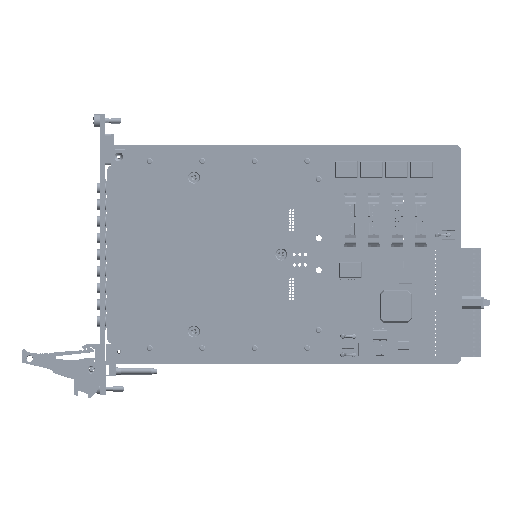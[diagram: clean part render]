
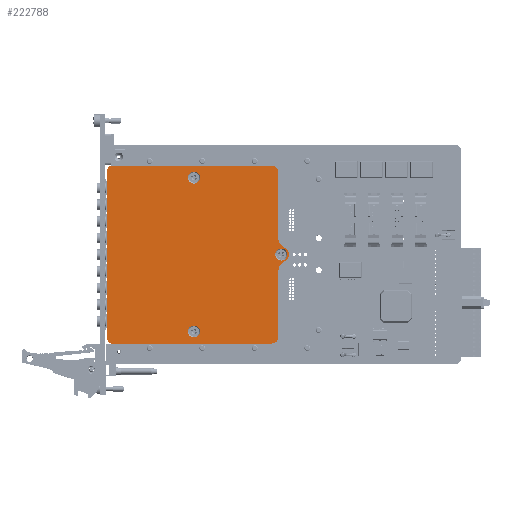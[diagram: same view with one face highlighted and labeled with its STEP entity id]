
A CAD part, top view. The second image highlights one B-rep face of the part: STEP entity #222788.
In plain terms, the highlighted planar face has unit normal (0, 0, 1).
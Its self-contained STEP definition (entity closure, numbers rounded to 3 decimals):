
#5906 = AXIS2_PLACEMENT_3D ( 'NONE', #172330, #172334, #172336 ) ;
#5909 = AXIS2_PLACEMENT_3D ( 'NONE', #172475, #172477, #172479 ) ;
#5913 = AXIS2_PLACEMENT_3D ( 'NONE', #172529, #172532, #172535 ) ;
#5919 = AXIS2_PLACEMENT_3D ( 'NONE', #172592, #172596, #172600 ) ;
#5930 = AXIS2_PLACEMENT_3D ( 'NONE', #172706, #172709, #172712 ) ;
#5934 = AXIS2_PLACEMENT_3D ( 'NONE', #172798, #172803, #172808 ) ;
#5939 = AXIS2_PLACEMENT_3D ( 'NONE', #172919, #172923, #172927 ) ;
#5943 = AXIS2_PLACEMENT_3D ( 'NONE', #172977, #172982, #172986 ) ;
#5947 = AXIS2_PLACEMENT_3D ( 'NONE', #173038, #173043, #173048 ) ;
#5949 = AXIS2_PLACEMENT_3D ( 'NONE', #173089, #173093, #173096 ) ;
#14291 = AXIS2_PLACEMENT_3D ( 'NONE', #105133, #105136, #105138 ) ;
#24659 = CIRCLE ( 'NONE', #5906, 2. ) ;
#24673 = LINE ( 'NONE', #172323, #24696 ) ;
#24696 = VECTOR ( 'NONE', #172357, 1000. ) ;
#24745 = LINE ( 'NONE', #172435, #24754 ) ;
#24754 = VECTOR ( 'NONE', #172441, 1000. ) ;
#24767 = CIRCLE ( 'NONE', #5909, 5. ) ;
#66170 = EDGE_CURVE ( 'NONE', #192372, #192364, #24659, .T. ) ;
#66177 = EDGE_CURVE ( 'NONE', #192350, #192372, #24673, .T. ) ;
#66195 = EDGE_CURVE ( 'NONE', #192392, #192395, #24745, .T. ) ;
#66203 = EDGE_CURVE ( 'NONE', #192395, #192375, #24767, .T. ) ;
#66214 = EDGE_CURVE ( 'NONE', #192375, #192389, #213764, .T. ) ;
#66225 = EDGE_CURVE ( 'NONE', #192389, #192381, #213786, .T. ) ;
#66243 = EDGE_CURVE ( 'NONE', #192417, #192414, #213820, .T. ) ;
#66258 = EDGE_CURVE ( 'NONE', #192428, #192420, #213825, .T. ) ;
#66269 = EDGE_CURVE ( 'NONE', #192414, #192428, #213875, .T. ) ;
#66276 = EDGE_CURVE ( 'NONE', #159369, #159369, #213889, .T. ) ;
#66283 = EDGE_CURVE ( 'NONE', #159371, #159371, #213903, .T. ) ;
#66291 = EDGE_CURVE ( 'NONE', #159373, #159373, #213919, .T. ) ;
#66294 = EDGE_CURVE ( 'NONE', #192381, #192420, #213924, .T. ) ;
#66298 = EDGE_CURVE ( 'NONE', #192392, #192350, #213933, .T. ) ;
#66302 = EDGE_CURVE ( 'NONE', #192364, #192417, #213940, .T. ) ;
#97422 = ORIENTED_EDGE ( 'NONE', *, *, #66291, .F. ) ;
#97425 = ORIENTED_EDGE ( 'NONE', *, *, #66283, .F. ) ;
#97428 = ORIENTED_EDGE ( 'NONE', *, *, #66276, .F. ) ;
#97430 = ORIENTED_EDGE ( 'NONE', *, *, #66269, .T. ) ;
#97433 = ORIENTED_EDGE ( 'NONE', *, *, #66258, .T. ) ;
#97436 = ORIENTED_EDGE ( 'NONE', *, *, #66294, .F. ) ;
#97439 = ORIENTED_EDGE ( 'NONE', *, *, #66225, .F. ) ;
#97442 = ORIENTED_EDGE ( 'NONE', *, *, #66214, .F. ) ;
#97445 = ORIENTED_EDGE ( 'NONE', *, *, #66203, .F. ) ;
#97449 = ORIENTED_EDGE ( 'NONE', *, *, #66195, .F. ) ;
#97453 = ORIENTED_EDGE ( 'NONE', *, *, #66298, .T. ) ;
#97457 = ORIENTED_EDGE ( 'NONE', *, *, #66177, .T. ) ;
#97459 = ORIENTED_EDGE ( 'NONE', *, *, #66170, .T. ) ;
#97462 = ORIENTED_EDGE ( 'NONE', *, *, #66302, .T. ) ;
#97464 = ORIENTED_EDGE ( 'NONE', *, *, #66243, .T. ) ;
#105098 = PLANE ( 'NONE',  #14291 ) ;
#105133 = CARTESIAN_POINT ( 'NONE',  ( -70.038, 43.247, 0.395 ) ) ;
#105136 = DIRECTION ( 'NONE',  ( 0., 0., -1. ) ) ;
#105138 = DIRECTION ( 'NONE',  ( -1., 0., 0. ) ) ;
#106243 = FACE_BOUND ( 'NONE', #205747, .T. ) ;
#106254 = FACE_BOUND ( 'NONE', #205754, .T. ) ;
#106264 = FACE_OUTER_BOUND ( 'NONE', #205755, .T. ) ;
#106270 = FACE_BOUND ( 'NONE', #205749, .T. ) ;
#138014 = CARTESIAN_POINT ( 'NONE',  ( 3.176, 45.247, 0.395 ) ) ;
#138131 = CARTESIAN_POINT ( 'NONE',  ( -72.038, 43.247, 0.395 ) ) ;
#138201 = CARTESIAN_POINT ( 'NONE',  ( -70.038, 45.247, 0.395 ) ) ;
#138218 = CARTESIAN_POINT ( 'NONE',  ( 9.004, 7.695, 0.395 ) ) ;
#138276 = CARTESIAN_POINT ( 'NONE',  ( 6.176, -3.113, 0.395 ) ) ;
#138340 = CARTESIAN_POINT ( 'NONE',  ( 9.004, 1.39, 0.395 ) ) ;
#138362 = CARTESIAN_POINT ( 'NONE',  ( 6.176, 42.247, 0.395 ) ) ;
#138389 = CARTESIAN_POINT ( 'NONE',  ( 6.176, 12.199, 0.395 ) ) ;
#138541 = CARTESIAN_POINT ( 'NONE',  ( -70.038, -36.153, 0.395 ) ) ;
#138557 = CARTESIAN_POINT ( 'NONE',  ( -72.038, -34.153, 0.395 ) ) ;
#138566 = CARTESIAN_POINT ( 'NONE',  ( 6.176, -33.153, 0.395 ) ) ;
#138644 = CARTESIAN_POINT ( 'NONE',  ( 3.176, -36.153, 0.395 ) ) ;
#156757 = CARTESIAN_POINT ( 'NONE',  ( 10.242, 4.547, 0.395 ) ) ;
#156765 = CARTESIAN_POINT ( 'NONE',  ( -29.686, 39.741, 0.395 ) ) ;
#156772 = CARTESIAN_POINT ( 'NONE',  ( -29.686, -30.654, 0.395 ) ) ;
#159369 = VERTEX_POINT ( 'NONE', #156757 ) ;
#159371 = VERTEX_POINT ( 'NONE', #156765 ) ;
#159373 = VERTEX_POINT ( 'NONE', #156772 ) ;
#172323 = CARTESIAN_POINT ( 'NONE',  ( 20.662, 45.247, 0.395 ) ) ;
#172330 = CARTESIAN_POINT ( 'NONE',  ( -70.038, 43.247, 0.395 ) ) ;
#172334 = DIRECTION ( 'NONE',  ( 0., 0., 1. ) ) ;
#172336 = DIRECTION ( 'NONE',  ( -1., 0., 0. ) ) ;
#172357 = DIRECTION ( 'NONE',  ( -1., 0., 0. ) ) ;
#172435 = CARTESIAN_POINT ( 'NONE',  ( 6.176, 45.247, 0.395 ) ) ;
#172441 = DIRECTION ( 'NONE',  ( 0., -1., 0. ) ) ;
#172475 = CARTESIAN_POINT ( 'NONE',  ( 11.176, 12.199, 0.395 ) ) ;
#172477 = DIRECTION ( 'NONE',  ( 0., 0., 1. ) ) ;
#172479 = DIRECTION ( 'NONE',  ( -1., 0., 0. ) ) ;
#172529 = CARTESIAN_POINT ( 'NONE',  ( 7.483, 4.543, 0.395 ) ) ;
#172532 = DIRECTION ( 'NONE',  ( 0., 0., -1. ) ) ;
#172535 = DIRECTION ( 'NONE',  ( 1., 0., 0. ) ) ;
#172592 = CARTESIAN_POINT ( 'NONE',  ( 11.176, -3.113, 0.395 ) ) ;
#172596 = DIRECTION ( 'NONE',  ( 0., 0., 1. ) ) ;
#172600 = DIRECTION ( 'NONE',  ( 1., 0., 0. ) ) ;
#172706 = CARTESIAN_POINT ( 'NONE',  ( -70.038, -34.153, 0.395 ) ) ;
#172709 = DIRECTION ( 'NONE',  ( 0., 0., 1. ) ) ;
#172712 = DIRECTION ( 'NONE',  ( 1., 0., 0. ) ) ;
#172798 = CARTESIAN_POINT ( 'NONE',  ( 3.176, -33.153, 0.395 ) ) ;
#172803 = DIRECTION ( 'NONE',  ( 0., 0., 1. ) ) ;
#172808 = DIRECTION ( 'NONE',  ( -1., 0., 0. ) ) ;
#172857 = CARTESIAN_POINT ( 'NONE',  ( -70.038, -36.153, 0.395 ) ) ;
#172863 = DIRECTION ( 'NONE',  ( 1., 0., 0. ) ) ;
#172919 = CARTESIAN_POINT ( 'NONE',  ( 7.492, 4.547, 0.395 ) ) ;
#172923 = DIRECTION ( 'NONE',  ( 0., 0., 1. ) ) ;
#172927 = DIRECTION ( 'NONE',  ( 1., 0., 0. ) ) ;
#172977 = CARTESIAN_POINT ( 'NONE',  ( -32.436, 39.741, 0.395 ) ) ;
#172982 = DIRECTION ( 'NONE',  ( 0., 0., 1. ) ) ;
#172986 = DIRECTION ( 'NONE',  ( 1., 0., 0. ) ) ;
#172997 = CARTESIAN_POINT ( 'NONE',  ( 6.176, -3.113, 0.395 ) ) ;
#173038 = CARTESIAN_POINT ( 'NONE',  ( -32.436, -30.654, 0.395 ) ) ;
#173043 = DIRECTION ( 'NONE',  ( 0., 0., 1. ) ) ;
#173048 = DIRECTION ( 'NONE',  ( 1., 0., 0. ) ) ;
#173063 = DIRECTION ( 'NONE',  ( 0., -1., 0. ) ) ;
#173089 = CARTESIAN_POINT ( 'NONE',  ( 3.176, 42.247, 0.395 ) ) ;
#173093 = DIRECTION ( 'NONE',  ( 0., 0., 1. ) ) ;
#173096 = DIRECTION ( 'NONE',  ( -1., 0., 0. ) ) ;
#173102 = CARTESIAN_POINT ( 'NONE',  ( -72.038, 43.247, 0.395 ) ) ;
#173109 = DIRECTION ( 'NONE',  ( 0., -1., 0. ) ) ;
#192350 = VERTEX_POINT ( 'NONE', #138014 ) ;
#192364 = VERTEX_POINT ( 'NONE', #138131 ) ;
#192372 = VERTEX_POINT ( 'NONE', #138201 ) ;
#192375 = VERTEX_POINT ( 'NONE', #138218 ) ;
#192381 = VERTEX_POINT ( 'NONE', #138276 ) ;
#192389 = VERTEX_POINT ( 'NONE', #138340 ) ;
#192392 = VERTEX_POINT ( 'NONE', #138362 ) ;
#192395 = VERTEX_POINT ( 'NONE', #138389 ) ;
#192414 = VERTEX_POINT ( 'NONE', #138541 ) ;
#192417 = VERTEX_POINT ( 'NONE', #138557 ) ;
#192420 = VERTEX_POINT ( 'NONE', #138566 ) ;
#192428 = VERTEX_POINT ( 'NONE', #138644 ) ;
#205747 = EDGE_LOOP ( 'NONE', ( #97425 ) ) ;
#205749 = EDGE_LOOP ( 'NONE', ( #97422 ) ) ;
#205754 = EDGE_LOOP ( 'NONE', ( #97428 ) ) ;
#205755 = EDGE_LOOP ( 'NONE', ( #97430, #97433, #97436, #97439, #97442, #97445, #97449, #97453, #97457, #97459, #97462, #97464 ) ) ;
#213764 = CIRCLE ( 'NONE', #5913, 3.5 ) ;
#213786 = CIRCLE ( 'NONE', #5919, 5. ) ;
#213820 = CIRCLE ( 'NONE', #5930, 2. ) ;
#213825 = CIRCLE ( 'NONE', #5934, 3. ) ;
#213875 = LINE ( 'NONE', #172857, #213883 ) ;
#213883 = VECTOR ( 'NONE', #172863, 1000. ) ;
#213889 = CIRCLE ( 'NONE', #5939, 2.75 ) ;
#213903 = CIRCLE ( 'NONE', #5943, 2.75 ) ;
#213919 = CIRCLE ( 'NONE', #5947, 2.75 ) ;
#213924 = LINE ( 'NONE', #172997, #213927 ) ;
#213927 = VECTOR ( 'NONE', #173063, 1000. ) ;
#213933 = CIRCLE ( 'NONE', #5949, 3. ) ;
#213940 = LINE ( 'NONE', #173102, #213949 ) ;
#213949 = VECTOR ( 'NONE', #173109, 1000. ) ;
#222788 = ADVANCED_FACE ( 'NONE', ( #106270, #106243, #106254, #106264 ), #105098, .F. ) ;
